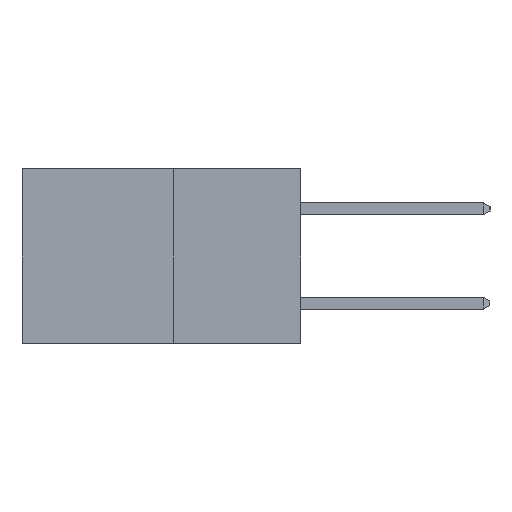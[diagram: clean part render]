
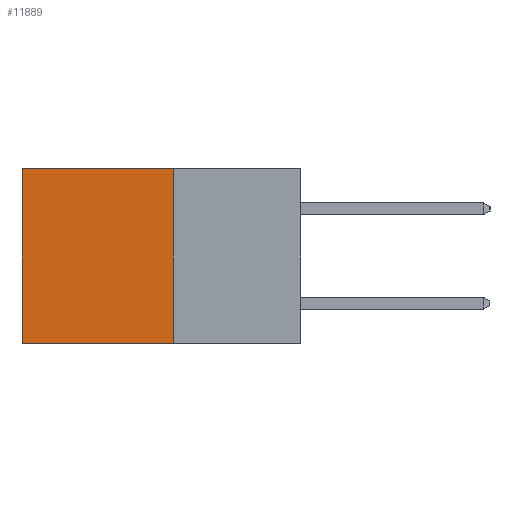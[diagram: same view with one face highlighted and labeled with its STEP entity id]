
A CAD part, left-side view. The second image highlights one B-rep face of the part: STEP entity #11889.
In plain terms, the highlighted planar face has unit normal (-1, 0, 0).
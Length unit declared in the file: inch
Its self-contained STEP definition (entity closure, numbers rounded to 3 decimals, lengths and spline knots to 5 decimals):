
#356 = LINE ( 'NONE', #13013, #22160 ) ;
#1424 = PLANE ( 'NONE',  #2129 ) ;
#1601 = CARTESIAN_POINT ( 'NONE',  ( 0.277, 0.59, -0.37 ) ) ;
#1965 = VERTEX_POINT ( 'NONE', #1601 ) ;
#2129 = AXIS2_PLACEMENT_3D ( 'NONE', #14023, #3270, #15791 ) ;
#2586 = ORIENTED_EDGE ( 'NONE', *, *, #9142, .F. ) ;
#2819 = DIRECTION ( 'NONE',  ( 0., 1., 0. ) ) ;
#3270 = DIRECTION ( 'NONE',  ( 1., 0., 0. ) ) ;
#4253 = CARTESIAN_POINT ( 'NONE',  ( 0.277, 0.59, -0.37 ) ) ;
#4558 = CARTESIAN_POINT ( 'NONE',  ( 0.277, 0.27, -0.37 ) ) ;
#5129 = CARTESIAN_POINT ( 'NONE',  ( 0.277, 0.59, 0. ) ) ;
#6066 = ORIENTED_EDGE ( 'NONE', *, *, #20885, .T. ) ;
#6977 = LINE ( 'NONE', #4253, #10608 ) ;
#7249 = DIRECTION ( 'NONE',  ( 0., 1., 0. ) ) ;
#7693 = DIRECTION ( 'NONE',  ( 0., 0., -1. ) ) ;
#7912 = LINE ( 'NONE', #19545, #20784 ) ;
#8503 = EDGE_CURVE ( 'NONE', #8848, #1965, #6977, .T. ) ;
#8848 = VERTEX_POINT ( 'NONE', #5129 ) ;
#9054 = FACE_OUTER_BOUND ( 'NONE', #20026, .T. ) ;
#9142 = EDGE_CURVE ( 'NONE', #12631, #18751, #356, .T. ) ;
#10244 = VECTOR ( 'NONE', #2819, 39.37008 ) ;
#10608 = VECTOR ( 'NONE', #18464, 39.37008 ) ;
#11889 = ADVANCED_FACE ( 'NONE', ( #9054 ), #1424, .F. ) ;
#12631 = VERTEX_POINT ( 'NONE', #22689 ) ;
#13013 = CARTESIAN_POINT ( 'NONE',  ( 0.277, 0.27, -0.37 ) ) ;
#13662 = CARTESIAN_POINT ( 'NONE',  ( 0.277, 0.27, -0.37 ) ) ;
#13881 = ORIENTED_EDGE ( 'NONE', *, *, #8503, .T. ) ;
#14023 = CARTESIAN_POINT ( 'NONE',  ( 0.277, 0.27, -0.37 ) ) ;
#15791 = DIRECTION ( 'NONE',  ( 0., 0., -1. ) ) ;
#18464 = DIRECTION ( 'NONE',  ( 0., 0., -1. ) ) ;
#18706 = EDGE_CURVE ( 'NONE', #18751, #1965, #19561, .T. ) ;
#18751 = VERTEX_POINT ( 'NONE', #13662 ) ;
#19545 = CARTESIAN_POINT ( 'NONE',  ( 0.277, 0.27, 0. ) ) ;
#19561 = LINE ( 'NONE', #4558, #10244 ) ;
#20026 = EDGE_LOOP ( 'NONE', ( #13881, #21321, #2586, #6066 ) ) ;
#20784 = VECTOR ( 'NONE', #7249, 39.37008 ) ;
#20885 = EDGE_CURVE ( 'NONE', #12631, #8848, #7912, .T. ) ;
#21321 = ORIENTED_EDGE ( 'NONE', *, *, #18706, .F. ) ;
#22160 = VECTOR ( 'NONE', #7693, 39.37008 ) ;
#22689 = CARTESIAN_POINT ( 'NONE',  ( 0.277, 0.27, 0. ) ) ;
